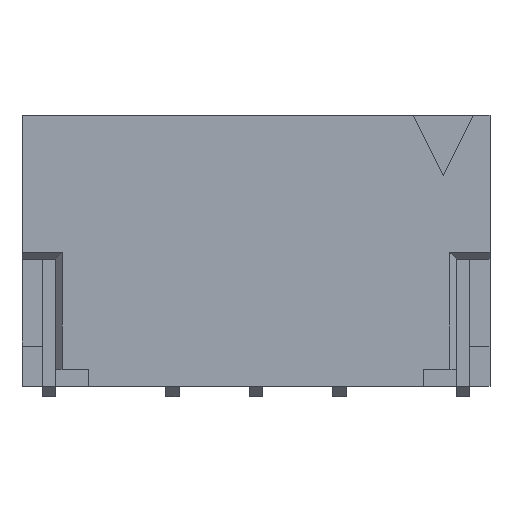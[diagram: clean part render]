
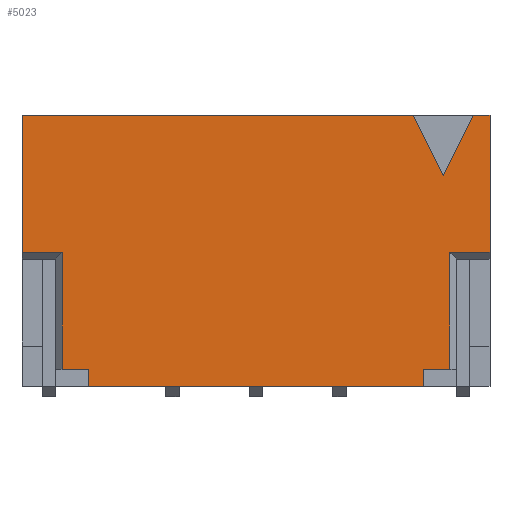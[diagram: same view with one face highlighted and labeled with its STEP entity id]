
A CAD part, top view. The second image highlights one B-rep face of the part: STEP entity #5023.
In plain terms, the highlighted planar face has unit normal (0, 0, 1).
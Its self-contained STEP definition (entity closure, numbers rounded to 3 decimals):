
#38 = VERTEX_POINT ( 'NONE', #5082 ) ;
#160 = EDGE_CURVE ( 'NONE', #7046, #1879, #2175, .T. ) ;
#179 = CARTESIAN_POINT ( 'NONE',  ( -7.875, 2., 2.475 ) ) ;
#324 = VERTEX_POINT ( 'NONE', #7752 ) ;
#327 = LINE ( 'NONE', #3743, #3714 ) ;
#435 = ORIENTED_EDGE ( 'NONE', *, *, #2324, .F. ) ;
#511 = VECTOR ( 'NONE', #1973, 1000. ) ;
#573 = VECTOR ( 'NONE', #3450, 1000. ) ;
#716 = ORIENTED_EDGE ( 'NONE', *, *, #3420, .F. ) ;
#743 = CARTESIAN_POINT ( 'NONE',  ( 0.875, 4.05, 2.475 ) ) ;
#856 = ORIENTED_EDGE ( 'NONE', *, *, #8534, .T. ) ;
#941 = LINE ( 'NONE', #7545, #4355 ) ;
#1083 = CARTESIAN_POINT ( 'NONE',  ( 6.875, 0., 2.475 ) ) ;
#1160 = VECTOR ( 'NONE', #3582, 1000. ) ;
#1313 = CARTESIAN_POINT ( 'NONE',  ( 7.875, 2., 2.475 ) ) ;
#1337 = EDGE_CURVE ( 'NONE', #38, #4337, #1795, .T. ) ;
#1362 = CARTESIAN_POINT ( 'NONE',  ( -7.875, 4.05, 2.475 ) ) ;
#1504 = CARTESIAN_POINT ( 'NONE',  ( 1.475, 1.9, 2.475 ) ) ;
#1523 = EDGE_CURVE ( 'NONE', #2159, #2621, #7469, .T. ) ;
#1624 = CARTESIAN_POINT ( 'NONE',  ( 7.275, 0.25, 2.475 ) ) ;
#1695 = CARTESIAN_POINT ( 'NONE',  ( 6.875, 0., 2.475 ) ) ;
#1699 = EDGE_CURVE ( 'NONE', #2862, #6333, #941, .T. ) ;
#1705 = VECTOR ( 'NONE', #5247, 1000. ) ;
#1753 = VERTEX_POINT ( 'NONE', #1083 ) ;
#1795 = LINE ( 'NONE', #2463, #2780 ) ;
#1879 = VERTEX_POINT ( 'NONE', #1313 ) ;
#1926 = DIRECTION ( 'NONE',  ( -1., 0., 0. ) ) ;
#1973 = DIRECTION ( 'NONE',  ( 1., 0., 0. ) ) ;
#2036 = CARTESIAN_POINT ( 'NONE',  ( 7.175, 3.15, 2.475 ) ) ;
#2159 = VERTEX_POINT ( 'NONE', #5747 ) ;
#2175 = LINE ( 'NONE', #5608, #8747 ) ;
#2222 = VERTEX_POINT ( 'NONE', #6052 ) ;
#2324 = EDGE_CURVE ( 'NONE', #2621, #3199, #4803, .T. ) ;
#2360 = LINE ( 'NONE', #1695, #6433 ) ;
#2440 = EDGE_CURVE ( 'NONE', #3199, #324, #5277, .T. ) ;
#2456 = ORIENTED_EDGE ( 'NONE', *, *, #5940, .F. ) ;
#2463 = CARTESIAN_POINT ( 'NONE',  ( 16.625, 2., 2.475 ) ) ;
#2572 = CARTESIAN_POINT ( 'NONE',  ( 7.275, 2., 2.475 ) ) ;
#2621 = VERTEX_POINT ( 'NONE', #5628 ) ;
#2634 = ORIENTED_EDGE ( 'NONE', *, *, #5831, .F. ) ;
#2780 = VECTOR ( 'NONE', #3703, 1000. ) ;
#2862 = VERTEX_POINT ( 'NONE', #1624 ) ;
#2923 = CARTESIAN_POINT ( 'NONE',  ( 0.875, 2., 2.475 ) ) ;
#2988 = DIRECTION ( 'NONE',  ( 0., -1., 0. ) ) ;
#3048 = DIRECTION ( 'NONE',  ( 0.447, -0.894, 0. ) ) ;
#3174 = CARTESIAN_POINT ( 'NONE',  ( 7.375, 0.25, 2.475 ) ) ;
#3190 = CARTESIAN_POINT ( 'NONE',  ( -7.875, 0., 2.475 ) ) ;
#3199 = VERTEX_POINT ( 'NONE', #2036 ) ;
#3388 = EDGE_LOOP ( 'NONE', ( #856, #2634, #716, #7185, #8607, #7200, #2456, #5315, #435, #3688, #5741, #6604, #8016, #8098, #7551 ) ) ;
#3420 = EDGE_CURVE ( 'NONE', #2862, #3825, #8613, .T. ) ;
#3450 = DIRECTION ( 'NONE',  ( 0., -1., 0. ) ) ;
#3528 = EDGE_CURVE ( 'NONE', #6333, #1879, #5579, .T. ) ;
#3582 = DIRECTION ( 'NONE',  ( 0., 1., 0. ) ) ;
#3688 = ORIENTED_EDGE ( 'NONE', *, *, #1523, .F. ) ;
#3703 = DIRECTION ( 'NONE',  ( -1., 0., 0. ) ) ;
#3714 = VECTOR ( 'NONE', #6468, 1000. ) ;
#3743 = CARTESIAN_POINT ( 'NONE',  ( 1.875, 0., 2.475 ) ) ;
#3825 = VERTEX_POINT ( 'NONE', #6061 ) ;
#3831 = CARTESIAN_POINT ( 'NONE',  ( 1.375, 0.25, 2.475 ) ) ;
#3839 = DIRECTION ( 'NONE',  ( 0.447, 0.894, 0. ) ) ;
#3861 = CARTESIAN_POINT ( 'NONE',  ( 1.875, 0., 2.475 ) ) ;
#3956 = CARTESIAN_POINT ( 'NONE',  ( -7.875, 4.05, 2.475 ) ) ;
#4202 = EDGE_CURVE ( 'NONE', #2159, #4337, #6847, .T. ) ;
#4215 = PLANE ( 'NONE',  #8003 ) ;
#4255 = DIRECTION ( 'NONE',  ( 0., -1., 0. ) ) ;
#4260 = EDGE_CURVE ( 'NONE', #8336, #38, #7786, .T. ) ;
#4320 = DIRECTION ( 'NONE',  ( 0., -1., 0. ) ) ;
#4337 = VERTEX_POINT ( 'NONE', #2923 ) ;
#4355 = VECTOR ( 'NONE', #6374, 1000. ) ;
#4637 = LINE ( 'NONE', #3956, #7450 ) ;
#4803 = LINE ( 'NONE', #8450, #6264 ) ;
#4925 = CARTESIAN_POINT ( 'NONE',  ( -7.875, 4.05, 2.475 ) ) ;
#5023 = ADVANCED_FACE ( 'NONE', ( #5505 ), #4215, .F. ) ;
#5082 = CARTESIAN_POINT ( 'NONE',  ( 1.475, 2., 2.475 ) ) ;
#5168 = DIRECTION ( 'NONE',  ( 1., 0., 0. ) ) ;
#5213 = VECTOR ( 'NONE', #1926, 1000. ) ;
#5247 = DIRECTION ( 'NONE',  ( 1., 0., 0. ) ) ;
#5277 = LINE ( 'NONE', #7244, #6835 ) ;
#5315 = ORIENTED_EDGE ( 'NONE', *, *, #2440, .F. ) ;
#5319 = DIRECTION ( 'NONE',  ( 1., 0., 0. ) ) ;
#5503 = EDGE_CURVE ( 'NONE', #2222, #7202, #327, .T. ) ;
#5505 = FACE_OUTER_BOUND ( 'NONE', #3388, .T. ) ;
#5579 = LINE ( 'NONE', #179, #6355 ) ;
#5608 = CARTESIAN_POINT ( 'NONE',  ( 7.875, 4.05, 2.475 ) ) ;
#5628 = CARTESIAN_POINT ( 'NONE',  ( 6.725, 4.05, 2.475 ) ) ;
#5741 = ORIENTED_EDGE ( 'NONE', *, *, #4202, .T. ) ;
#5747 = CARTESIAN_POINT ( 'NONE',  ( 0.875, 4.05, 2.475 ) ) ;
#5831 = EDGE_CURVE ( 'NONE', #3825, #1753, #2360, .T. ) ;
#5940 = EDGE_CURVE ( 'NONE', #324, #7046, #4637, .T. ) ;
#6052 = CARTESIAN_POINT ( 'NONE',  ( 1.875, 0.25, 2.475 ) ) ;
#6061 = CARTESIAN_POINT ( 'NONE',  ( 6.875, 0.25, 2.475 ) ) ;
#6264 = VECTOR ( 'NONE', #3048, 1000. ) ;
#6272 = VECTOR ( 'NONE', #5319, 1000. ) ;
#6333 = VERTEX_POINT ( 'NONE', #2572 ) ;
#6355 = VECTOR ( 'NONE', #8341, 1000. ) ;
#6374 = DIRECTION ( 'NONE',  ( 0., 1., 0. ) ) ;
#6433 = VECTOR ( 'NONE', #2988, 1000. ) ;
#6468 = DIRECTION ( 'NONE',  ( 0., -1., 0. ) ) ;
#6604 = ORIENTED_EDGE ( 'NONE', *, *, #1337, .F. ) ;
#6666 = LINE ( 'NONE', #3190, #1705 ) ;
#6835 = VECTOR ( 'NONE', #3839, 1000. ) ;
#6847 = LINE ( 'NONE', #743, #573 ) ;
#6898 = CARTESIAN_POINT ( 'NONE',  ( 7.875, 4.05, 2.475 ) ) ;
#6979 = DIRECTION ( 'NONE',  ( 0., 0., -1. ) ) ;
#7046 = VERTEX_POINT ( 'NONE', #6898 ) ;
#7185 = ORIENTED_EDGE ( 'NONE', *, *, #1699, .T. ) ;
#7200 = ORIENTED_EDGE ( 'NONE', *, *, #160, .F. ) ;
#7202 = VERTEX_POINT ( 'NONE', #3861 ) ;
#7244 = CARTESIAN_POINT ( 'NONE',  ( 7.625, 4.05, 2.475 ) ) ;
#7450 = VECTOR ( 'NONE', #5168, 1000. ) ;
#7469 = LINE ( 'NONE', #1362, #511 ) ;
#7545 = CARTESIAN_POINT ( 'NONE',  ( 7.275, 1.9, 2.475 ) ) ;
#7551 = ORIENTED_EDGE ( 'NONE', *, *, #5503, .T. ) ;
#7752 = CARTESIAN_POINT ( 'NONE',  ( 7.625, 4.05, 2.475 ) ) ;
#7786 = LINE ( 'NONE', #1504, #1160 ) ;
#7937 = CARTESIAN_POINT ( 'NONE',  ( 1.475, 0.25, 2.475 ) ) ;
#7965 = EDGE_CURVE ( 'NONE', #8336, #2222, #8030, .T. ) ;
#8003 = AXIS2_PLACEMENT_3D ( 'NONE', #4925, #6979, #4255 ) ;
#8016 = ORIENTED_EDGE ( 'NONE', *, *, #4260, .F. ) ;
#8030 = LINE ( 'NONE', #3831, #6272 ) ;
#8098 = ORIENTED_EDGE ( 'NONE', *, *, #7965, .T. ) ;
#8336 = VERTEX_POINT ( 'NONE', #7937 ) ;
#8341 = DIRECTION ( 'NONE',  ( 1., 0., 0. ) ) ;
#8450 = CARTESIAN_POINT ( 'NONE',  ( 7.175, 3.15, 2.475 ) ) ;
#8534 = EDGE_CURVE ( 'NONE', #7202, #1753, #6666, .T. ) ;
#8607 = ORIENTED_EDGE ( 'NONE', *, *, #3528, .T. ) ;
#8613 = LINE ( 'NONE', #3174, #5213 ) ;
#8747 = VECTOR ( 'NONE', #4320, 1000. ) ;
